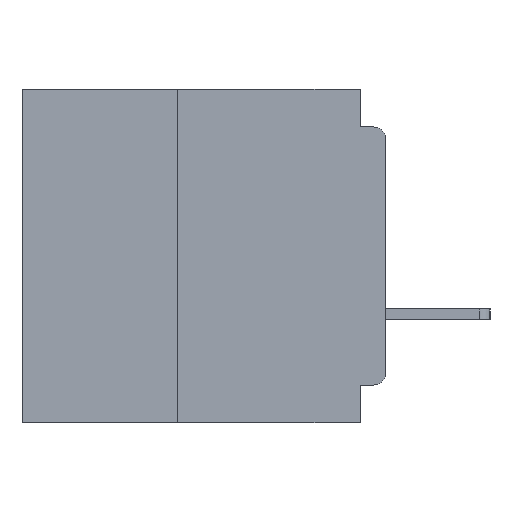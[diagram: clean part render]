
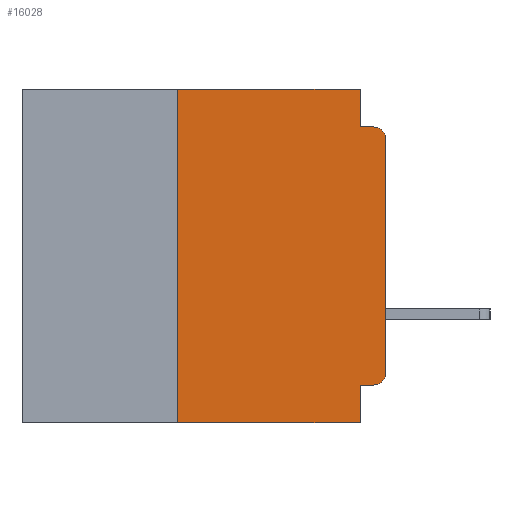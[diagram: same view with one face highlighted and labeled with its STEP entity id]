
A CAD part, left-side view. The second image highlights one B-rep face of the part: STEP entity #16028.
In plain terms, the highlighted planar face has unit normal (-1, 0, 0).
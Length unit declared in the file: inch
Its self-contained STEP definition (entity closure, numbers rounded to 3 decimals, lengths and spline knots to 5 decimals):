
#112 = EDGE_CURVE ( 'NONE', #26525, #22273, #26104, .T. ) ;
#1255 = VECTOR ( 'NONE', #3556, 39.37008 ) ;
#1842 = CARTESIAN_POINT ( 'NONE',  ( 0., 0.031, -0.045 ) ) ;
#2186 = PLANE ( 'NONE',  #30952 ) ;
#2312 = DIRECTION ( 'NONE',  ( 1., 0., 0. ) ) ;
#3556 = DIRECTION ( 'NONE',  ( 0., -1., 0. ) ) ;
#3674 = CARTESIAN_POINT ( 'NONE',  ( 0., 0., 0. ) ) ;
#3806 = CARTESIAN_POINT ( 'NONE',  ( 0., 0.437, 0. ) ) ;
#5025 = DIRECTION ( 'NONE',  ( 0., 0., 1. ) ) ;
#5050 = CARTESIAN_POINT ( 'NONE',  ( 0., 0., -0.06 ) ) ;
#5313 = CARTESIAN_POINT ( 'NONE',  ( 0., 0.25, -0.4 ) ) ;
#5372 = ORIENTED_EDGE ( 'NONE', *, *, #9797, .T. ) ;
#5665 = EDGE_CURVE ( 'NONE', #26525, #31455, #24509, .T. ) ;
#8451 = CARTESIAN_POINT ( 'NONE',  ( 0., 0.015, -0.045 ) ) ;
#9175 = CARTESIAN_POINT ( 'NONE',  ( 0., 0.031, -0.4 ) ) ;
#9797 = EDGE_CURVE ( 'NONE', #13513, #25654, #34327, .T. ) ;
#10727 = ORIENTED_EDGE ( 'NONE', *, *, #19378, .T. ) ;
#10765 = EDGE_CURVE ( 'NONE', #31455, #30091, #16518, .T. ) ;
#10795 = ORIENTED_EDGE ( 'NONE', *, *, #29331, .F. ) ;
#10863 = VERTEX_POINT ( 'NONE', #1842 ) ;
#10886 = VECTOR ( 'NONE', #11244, 39.37008 ) ;
#11128 = CARTESIAN_POINT ( 'NONE',  ( 0., 0.437, -0.4 ) ) ;
#11244 = DIRECTION ( 'NONE',  ( 0., -1., 0. ) ) ;
#11881 = ORIENTED_EDGE ( 'NONE', *, *, #5665, .F. ) ;
#12259 = LINE ( 'NONE', #30104, #27474 ) ;
#12394 = CARTESIAN_POINT ( 'NONE',  ( 0., 0.25, -0.4 ) ) ;
#13021 = DIRECTION ( 'NONE',  ( 0., 0., -1. ) ) ;
#13257 = LINE ( 'NONE', #3674, #14155 ) ;
#13513 = VERTEX_POINT ( 'NONE', #21907 ) ;
#14155 = VECTOR ( 'NONE', #26569, 39.37008 ) ;
#14191 = VERTEX_POINT ( 'NONE', #5050 ) ;
#15864 = DIRECTION ( 'NONE',  ( -1., 0., 0. ) ) ;
#16028 = ADVANCED_FACE ( 'NONE', ( #33629 ), #2186, .F. ) ;
#16483 = VECTOR ( 'NONE', #21989, 39.37008 ) ;
#16518 = LINE ( 'NONE', #3806, #1255 ) ;
#16778 = CIRCLE ( 'NONE', #24798, 0.015 ) ;
#17080 = LINE ( 'NONE', #29358, #32182 ) ;
#18000 = EDGE_CURVE ( 'NONE', #25654, #14191, #13257, .T. ) ;
#18712 = EDGE_CURVE ( 'NONE', #10863, #30858, #19069, .T. ) ;
#19069 = LINE ( 'NONE', #27018, #34126 ) ;
#19378 = EDGE_CURVE ( 'NONE', #14191, #30858, #16778, .T. ) ;
#20001 = CARTESIAN_POINT ( 'NONE',  ( 0., 0.25, 0. ) ) ;
#20547 = DIRECTION ( 'NONE',  ( 0., 0., -1. ) ) ;
#20589 = DIRECTION ( 'NONE',  ( -1., 0., 0. ) ) ;
#20624 = CARTESIAN_POINT ( 'NONE',  ( 0., 0.015, -0.34 ) ) ;
#20986 = ORIENTED_EDGE ( 'NONE', *, *, #28997, .F. ) ;
#21907 = CARTESIAN_POINT ( 'NONE',  ( 0., 0.015, -0.355 ) ) ;
#21989 = DIRECTION ( 'NONE',  ( 0., 1., 0. ) ) ;
#22273 = VERTEX_POINT ( 'NONE', #9175 ) ;
#22304 = DIRECTION ( 'NONE',  ( 0., 0., -1. ) ) ;
#23595 = DIRECTION ( 'NONE',  ( 0., 0., -1. ) ) ;
#24509 = LINE ( 'NONE', #5313, #31171 ) ;
#24798 = AXIS2_PLACEMENT_3D ( 'NONE', #32855, #15864, #35691 ) ;
#24886 = CARTESIAN_POINT ( 'NONE',  ( 0., 0., -0.355 ) ) ;
#24912 = EDGE_CURVE ( 'NONE', #31014, #22273, #12259, .T. ) ;
#25261 = ORIENTED_EDGE ( 'NONE', *, *, #112, .T. ) ;
#25654 = VERTEX_POINT ( 'NONE', #28569 ) ;
#26104 = LINE ( 'NONE', #11128, #10886 ) ;
#26525 = VERTEX_POINT ( 'NONE', #12394 ) ;
#26569 = DIRECTION ( 'NONE',  ( 0., 0., 1. ) ) ;
#27018 = CARTESIAN_POINT ( 'NONE',  ( 0., 0., -0.045 ) ) ;
#27474 = VECTOR ( 'NONE', #13021, 39.37008 ) ;
#27515 = AXIS2_PLACEMENT_3D ( 'NONE', #20624, #20589, #20547 ) ;
#28569 = CARTESIAN_POINT ( 'NONE',  ( 0., 0., -0.34 ) ) ;
#28997 = EDGE_CURVE ( 'NONE', #13513, #31014, #31583, .T. ) ;
#29066 = ORIENTED_EDGE ( 'NONE', *, *, #24912, .F. ) ;
#29331 = EDGE_CURVE ( 'NONE', #30091, #10863, #17080, .T. ) ;
#29358 = CARTESIAN_POINT ( 'NONE',  ( 0., 0.031, 0. ) ) ;
#29861 = DIRECTION ( 'NONE',  ( 0., -1., 0. ) ) ;
#30017 = CARTESIAN_POINT ( 'NONE',  ( 0., 0.031, 0. ) ) ;
#30091 = VERTEX_POINT ( 'NONE', #30017 ) ;
#30104 = CARTESIAN_POINT ( 'NONE',  ( 0., 0.031, -0.4 ) ) ;
#30496 = ORIENTED_EDGE ( 'NONE', *, *, #18000, .T. ) ;
#30858 = VERTEX_POINT ( 'NONE', #8451 ) ;
#30952 = AXIS2_PLACEMENT_3D ( 'NONE', #36417, #2312, #22304 ) ;
#31014 = VERTEX_POINT ( 'NONE', #31844 ) ;
#31171 = VECTOR ( 'NONE', #5025, 39.37008 ) ;
#31455 = VERTEX_POINT ( 'NONE', #20001 ) ;
#31583 = LINE ( 'NONE', #24886, #16483 ) ;
#31844 = CARTESIAN_POINT ( 'NONE',  ( 0., 0.031, -0.355 ) ) ;
#32182 = VECTOR ( 'NONE', #23595, 39.37008 ) ;
#32337 = EDGE_LOOP ( 'NONE', ( #30496, #10727, #36674, #10795, #32737, #11881, #25261, #29066, #20986, #5372 ) ) ;
#32737 = ORIENTED_EDGE ( 'NONE', *, *, #10765, .F. ) ;
#32855 = CARTESIAN_POINT ( 'NONE',  ( 0., 0.015, -0.06 ) ) ;
#33629 = FACE_OUTER_BOUND ( 'NONE', #32337, .T. ) ;
#34126 = VECTOR ( 'NONE', #29861, 39.37008 ) ;
#34327 = CIRCLE ( 'NONE', #27515, 0.015 ) ;
#35691 = DIRECTION ( 'NONE',  ( 0., 0., -1. ) ) ;
#36417 = CARTESIAN_POINT ( 'NONE',  ( 0., 0.437, 0. ) ) ;
#36674 = ORIENTED_EDGE ( 'NONE', *, *, #18712, .F. ) ;
